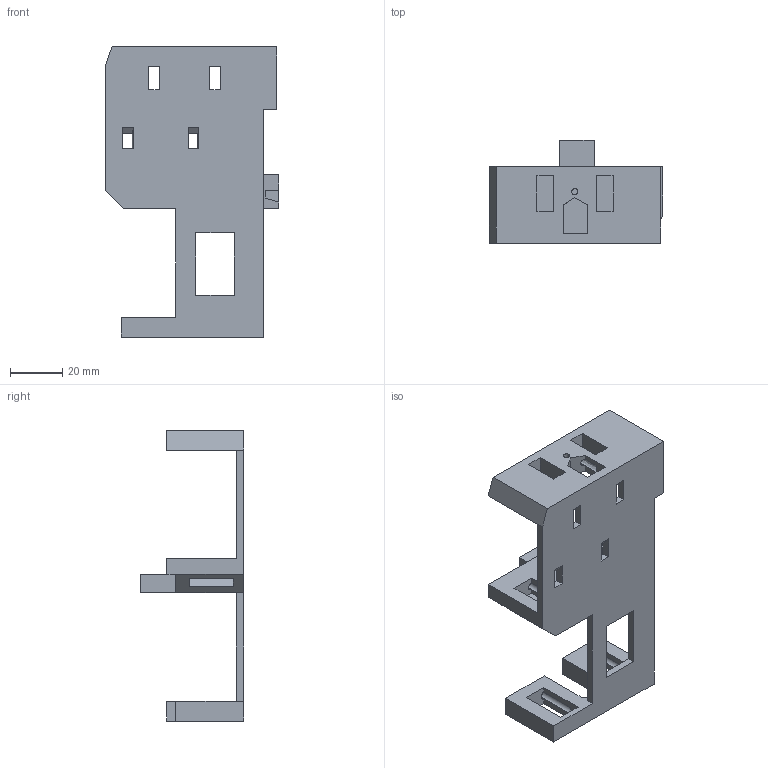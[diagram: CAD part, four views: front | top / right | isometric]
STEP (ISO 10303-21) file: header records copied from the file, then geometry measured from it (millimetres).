
FILE_DESCRIPTION ((), '1');
FILE_NAME ('Forearm_R_RobServoBedV4.stp', '2013-09-29T10:19:55', ('Unknown'), ('Unknown'), 'Anar', 'Spacymen', '');
FILE_SCHEMA (('CONFIG_CONTROL_DESIGN'));
Length unit declared in the file: millimetre
Products named in the file (1): product-name
Bounding box: 66.72 x 39.63 x 111.57 mm (x, y, z)
Surface area: 27847.5 mm2 (no closed solid volume)
Topology: 0 solids, 0 shells, 156 faces, 938 edges, 938 vertices
Faces by surface type: bspline 156
Entity records: 18006 total; most frequent: CARTESIAN_POINT 14632, B_SPLINE_CURVE_WITH_KNOTS 938, SURFACE_CURVE 938, COMPOSITE_CURVE_SEGMENT 938, BOUNDARY_CURVE 200, CURVE_BOUNDED_SURFACE 156, B_SPLINE_SURFACE_WITH_KNOTS 112, PERSON 8
